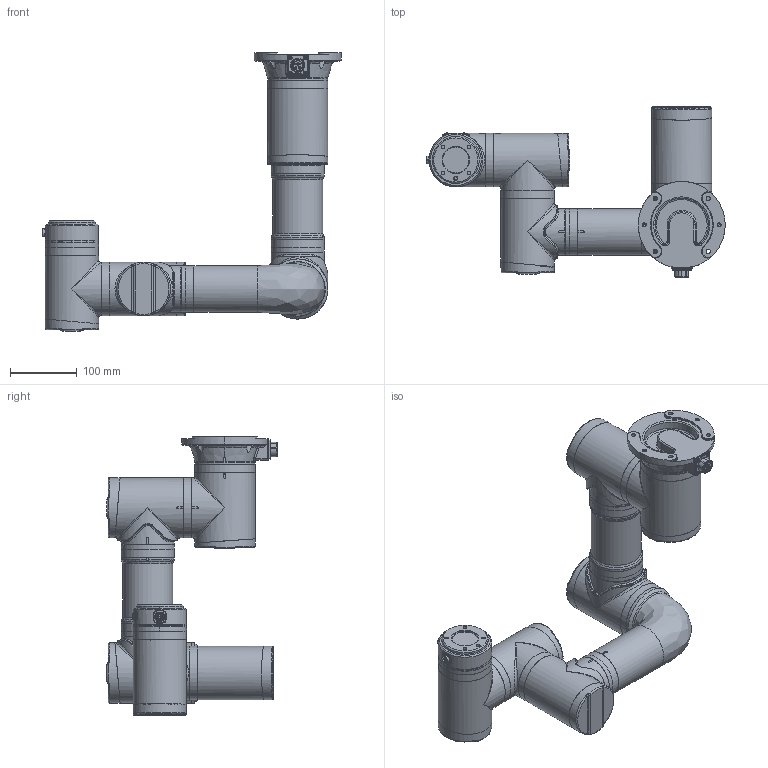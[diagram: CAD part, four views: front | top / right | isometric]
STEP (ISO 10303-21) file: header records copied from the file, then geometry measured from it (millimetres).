
FILE_DESCRIPTION (( 'STEP AP214' ), '1' );
FILE_NAME ('TCR030 V1.STEP', '2023-07-24T01:35:41', ( '' ), ( '' ), 'SwSTEP 2.0', 'SolidWorks 2018', '' );
FILE_SCHEMA (( 'AUTOMOTIVE_DESIGN' ));
Length unit declared in the file: millimetre
Products named in the file (15): TCR030-J4; TCR030 V1; TCR030-J0; TCR030-J5; TCR030-J1; TCR030-J2; TCR030-J3; TCR030-J6
Assembly tree (7 placements, depth 2):
  TCR030-J4
  TCR030 V1
    TCR030-J0
    TCR030-J1
    TCR030-J2
    TCR030-J3
    TCR030-J4
    TCR030-J5
    TCR030-J6
  TCR030-J0
  TCR030-J5
  TCR030-J2
Bounding box: 446.4 x 254.8 x 416.8 mm (x, y, z)
Volume: 7113078.8 mm3; surface area: 634701.4 mm2
Topology: 47 solids, 59 shells, 2184 faces, 5268 edges, 3278 vertices
Faces by surface type: cylinder 901, plane 683, bspline 236, torus 189, cone 127, sphere 48
Full cylindrical faces by diameter (mm): 5 x5, 7.8 x20, 66 x3, 70 x4, 75 x1, 75.8 x2, 76 x11, 77 x1, 80 x17, 86 x5, 90 x12
Entity records: 95457 total; most frequent: CARTESIAN_POINT 36687, DIRECTION 10204, ORIENTED_EDGE 9992, EDGE_CURVE 4996, AXIS2_PLACEMENT_3D 4106, VERTEX_POINT 3199, EDGE_LOOP 2529, FACE_OUTER_BOUND 2270
